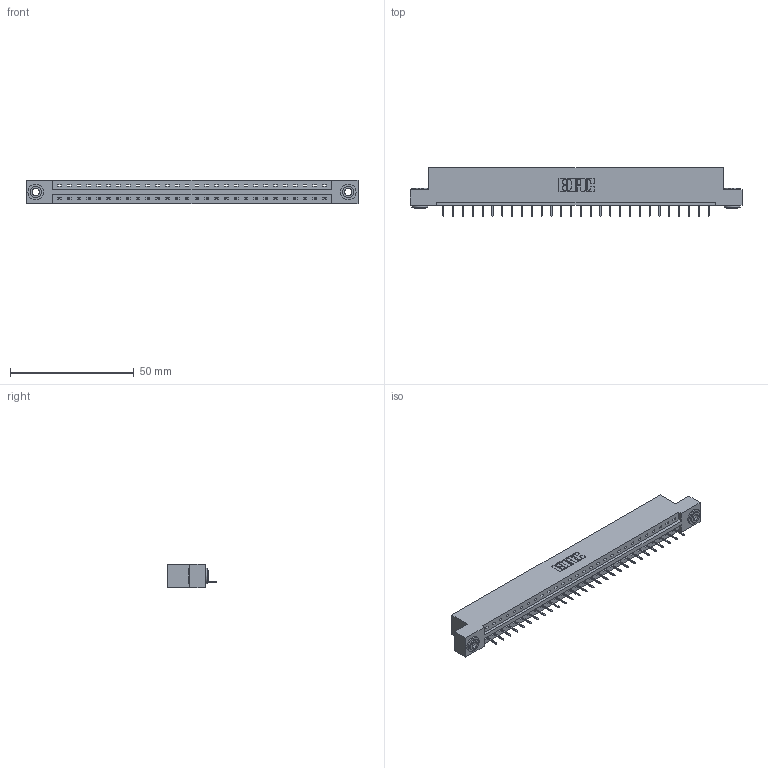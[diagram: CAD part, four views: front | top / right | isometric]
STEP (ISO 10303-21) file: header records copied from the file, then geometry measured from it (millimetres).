
FILE_DESCRIPTION (( 'STEP AP203' ), '1' );
FILE_NAME ('337-028-524-103.STEP', '2019-09-30T20:53:12', ( '' ), ( '' ), 'SwSTEP 2.0', 'SolidWorks 2016', '' );
FILE_SCHEMA (( 'CONFIG_CONTROL_DESIGN' ));
Length unit declared in the file: inch
Products named in the file (4): 345-292-001_345-293-124; 337 Part_Flush Mounting Lugs - 0.156 Dia-TH; 337-028-524-103; 345-250-002_345-250-002-102
Assembly tree (31 placements, depth 2):
  337-028-524-103
    337 Part_Flush Mounting Lugs - 0.156 Dia-TH
    345-292-001_345-293-124  x28
    345-250-002_345-250-002-102  x2
Bounding box: 133.96 x 19.69 x 9.4 mm (x, y, z)
Volume: 13656.4 mm3; surface area: 13878 mm2
Topology: 31 solids, 31 shells, 2000 faces, 5763 edges, 3726 vertices
Faces by surface type: plane 1536, cylinder 456, cone 8
Entity records: 23348 total; most frequent: CARTESIAN_POINT 4041, ORIENTED_EDGE 3998, DIRECTION 3465, EDGE_CURVE 1999, LINE 1851, VECTOR 1851, VERTEX_POINT 1326, AXIS2_PLACEMENT_3D 807
